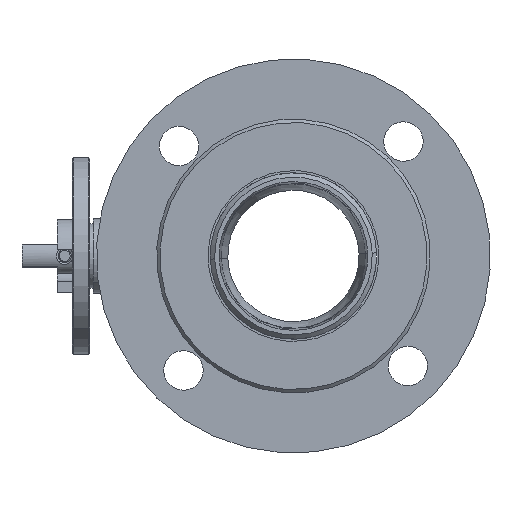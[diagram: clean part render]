
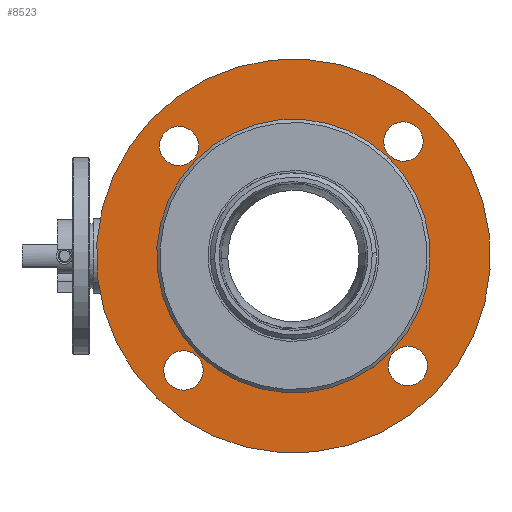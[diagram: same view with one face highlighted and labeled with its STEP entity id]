
A CAD part, left-side view. The second image highlights one B-rep face of the part: STEP entity #8523.
In plain terms, the highlighted face is planar.
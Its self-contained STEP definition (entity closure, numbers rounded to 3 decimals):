
#22 = DIRECTION ( 'NONE',  ( 0., 0., 1. ) ) ;
#174 = AXIS2_PLACEMENT_3D ( 'NONE', #6424, #8275, #6293 ) ;
#209 = CARTESIAN_POINT ( 'NONE',  ( -62.5, 0., 21. ) ) ;
#305 = DIRECTION ( 'NONE',  ( 1., 0., 0. ) ) ;
#363 = CARTESIAN_POINT ( 'NONE',  ( 63.5, 0., 21. ) ) ;
#371 = AXIS2_PLACEMENT_3D ( 'NONE', #5197, #1868, #7710 ) ;
#378 = PLANE ( 'NONE',  #371 ) ;
#431 = DIRECTION ( 'NONE',  ( 0., 0., 1. ) ) ;
#498 = CARTESIAN_POINT ( 'NONE',  ( 0., -72.5, 21. ) ) ;
#708 = CARTESIAN_POINT ( 'NONE',  ( 62.5, 0., 21. ) ) ;
#809 = CIRCLE ( 'NONE', #7399, 9. ) ;
#844 = CARTESIAN_POINT ( 'NONE',  ( -90., 0., 21. ) ) ;
#850 = CARTESIAN_POINT ( 'NONE',  ( 0., 72.5, 21. ) ) ;
#873 = ORIENTED_EDGE ( 'NONE', *, *, #2153, .F. ) ;
#1025 = VERTEX_POINT ( 'NONE', #6120 ) ;
#1351 = VERTEX_POINT ( 'NONE', #6653 ) ;
#1357 = EDGE_LOOP ( 'NONE', ( #2498, #6806 ) ) ;
#1537 = VERTEX_POINT ( 'NONE', #7350 ) ;
#1567 = DIRECTION ( 'NONE',  ( 0., 0., 1. ) ) ;
#1579 = CARTESIAN_POINT ( 'NONE',  ( 72.5, 0., 21. ) ) ;
#1628 = VERTEX_POINT ( 'NONE', #209 ) ;
#1652 = DIRECTION ( 'NONE',  ( 1., 0., 0. ) ) ;
#1729 = DIRECTION ( 'NONE',  ( 0., 0., 1. ) ) ;
#1750 = CIRCLE ( 'NONE', #7200, 9. ) ;
#1787 = VERTEX_POINT ( 'NONE', #708 ) ;
#1824 = FACE_BOUND ( 'NONE', #4255, .T. ) ;
#1826 = ORIENTED_EDGE ( 'NONE', *, *, #2608, .F. ) ;
#1840 = CIRCLE ( 'NONE', #5775, 9. ) ;
#1863 = EDGE_CURVE ( 'NONE', #1351, #8379, #1840, .T. ) ;
#1868 = DIRECTION ( 'NONE',  ( 0., 0., 1. ) ) ;
#1950 = EDGE_CURVE ( 'NONE', #8116, #3528, #7158, .T. ) ;
#2071 = CARTESIAN_POINT ( 'NONE',  ( 72.5, 0., 21. ) ) ;
#2115 = VERTEX_POINT ( 'NONE', #363 ) ;
#2153 = EDGE_CURVE ( 'NONE', #1787, #1628, #8439, .T. ) ;
#2194 = EDGE_CURVE ( 'NONE', #3528, #8116, #2840, .T. ) ;
#2450 = VERTEX_POINT ( 'NONE', #8427 ) ;
#2498 = ORIENTED_EDGE ( 'NONE', *, *, #7816, .F. ) ;
#2505 = EDGE_CURVE ( 'NONE', #2450, #1025, #4794, .T. ) ;
#2608 = EDGE_CURVE ( 'NONE', #8379, #1351, #809, .T. ) ;
#2684 = DIRECTION ( 'NONE',  ( 1., 0., 0. ) ) ;
#2798 = DIRECTION ( 'NONE',  ( 1., 0., 0. ) ) ;
#2840 = CIRCLE ( 'NONE', #174, 9. ) ;
#2904 = CARTESIAN_POINT ( 'NONE',  ( -63.5, 0., 21. ) ) ;
#3026 = ORIENTED_EDGE ( 'NONE', *, *, #2505, .F. ) ;
#3027 = FACE_BOUND ( 'NONE', #3101, .T. ) ;
#3101 = EDGE_LOOP ( 'NONE', ( #8340, #8491 ) ) ;
#3381 = ORIENTED_EDGE ( 'NONE', *, *, #1863, .F. ) ;
#3405 = CARTESIAN_POINT ( 'NONE',  ( -72.5, 0., 21. ) ) ;
#3441 = DIRECTION ( 'NONE',  ( 0., 0., 1. ) ) ;
#3455 = CARTESIAN_POINT ( 'NONE',  ( -72.5, 0., 21. ) ) ;
#3528 = VERTEX_POINT ( 'NONE', #7260 ) ;
#3586 = CARTESIAN_POINT ( 'NONE',  ( 0., 0., 21. ) ) ;
#3656 = AXIS2_PLACEMENT_3D ( 'NONE', #5664, #431, #305 ) ;
#3789 = EDGE_CURVE ( 'NONE', #7368, #6835, #8663, .T. ) ;
#3882 = EDGE_CURVE ( 'NONE', #6835, #7368, #7383, .T. ) ;
#3951 = AXIS2_PLACEMENT_3D ( 'NONE', #3586, #1729, #4400 ) ;
#4023 = CARTESIAN_POINT ( 'NONE',  ( 0., 0., 21. ) ) ;
#4150 = DIRECTION ( 'NONE',  ( 0., 0., 1. ) ) ;
#4255 = EDGE_LOOP ( 'NONE', ( #1826, #3381 ) ) ;
#4279 = CARTESIAN_POINT ( 'NONE',  ( 90., 0., 21. ) ) ;
#4400 = DIRECTION ( 'NONE',  ( 1., 0., 0. ) ) ;
#4450 = AXIS2_PLACEMENT_3D ( 'NONE', #7041, #8540, #5106 ) ;
#4498 = FACE_OUTER_BOUND ( 'NONE', #7632, .T. ) ;
#4627 = ORIENTED_EDGE ( 'NONE', *, *, #6743, .F. ) ;
#4640 = ORIENTED_EDGE ( 'NONE', *, *, #6617, .F. ) ;
#4794 = CIRCLE ( 'NONE', #3656, 9. ) ;
#4798 = DIRECTION ( 'NONE',  ( 1., 0., 0. ) ) ;
#4910 = DIRECTION ( 'NONE',  ( 0., 0., 1. ) ) ;
#5106 = DIRECTION ( 'NONE',  ( 1., 0., 0. ) ) ;
#5197 = CARTESIAN_POINT ( 'NONE',  ( 0., 0., 21. ) ) ;
#5396 = CIRCLE ( 'NONE', #6801, 62.5 ) ;
#5553 = DIRECTION ( 'NONE',  ( 0., 0., 1. ) ) ;
#5664 = CARTESIAN_POINT ( 'NONE',  ( 0., -72.5, 21. ) ) ;
#5775 = AXIS2_PLACEMENT_3D ( 'NONE', #3455, #22, #4798 ) ;
#6064 = EDGE_LOOP ( 'NONE', ( #4627, #873 ) ) ;
#6078 = DIRECTION ( 'NONE',  ( 1., 0., 0. ) ) ;
#6120 = CARTESIAN_POINT ( 'NONE',  ( -9., -72.5, 21. ) ) ;
#6195 = AXIS2_PLACEMENT_3D ( 'NONE', #850, #4150, #6820 ) ;
#6198 = ORIENTED_EDGE ( 'NONE', *, *, #3789, .T. ) ;
#6260 = EDGE_CURVE ( 'NONE', #2115, #1537, #7488, .T. ) ;
#6277 = DIRECTION ( 'NONE',  ( 1., 0., 0. ) ) ;
#6293 = DIRECTION ( 'NONE',  ( 1., 0., 0. ) ) ;
#6364 = ORIENTED_EDGE ( 'NONE', *, *, #3882, .T. ) ;
#6424 = CARTESIAN_POINT ( 'NONE',  ( 0., 72.5, 21. ) ) ;
#6441 = FACE_BOUND ( 'NONE', #1357, .T. ) ;
#6617 = EDGE_CURVE ( 'NONE', #1025, #2450, #1750, .T. ) ;
#6653 = CARTESIAN_POINT ( 'NONE',  ( -81.5, 0., 21. ) ) ;
#6689 = DIRECTION ( 'NONE',  ( 0., 0., 1. ) ) ;
#6743 = EDGE_CURVE ( 'NONE', #1628, #1787, #5396, .T. ) ;
#6794 = AXIS2_PLACEMENT_3D ( 'NONE', #1579, #4910, #6277 ) ;
#6801 = AXIS2_PLACEMENT_3D ( 'NONE', #4023, #6689, #2798 ) ;
#6806 = ORIENTED_EDGE ( 'NONE', *, *, #6260, .F. ) ;
#6820 = DIRECTION ( 'NONE',  ( 1., 0., 0. ) ) ;
#6835 = VERTEX_POINT ( 'NONE', #4279 ) ;
#6948 = AXIS2_PLACEMENT_3D ( 'NONE', #2071, #3441, #2684 ) ;
#7041 = CARTESIAN_POINT ( 'NONE',  ( 0., 0., 21. ) ) ;
#7158 = CIRCLE ( 'NONE', #6195, 9. ) ;
#7184 = CARTESIAN_POINT ( 'NONE',  ( 9., 72.5, 21. ) ) ;
#7200 = AXIS2_PLACEMENT_3D ( 'NONE', #498, #7253, #8381 ) ;
#7253 = DIRECTION ( 'NONE',  ( 0., 0., 1. ) ) ;
#7260 = CARTESIAN_POINT ( 'NONE',  ( -9., 72.5, 21. ) ) ;
#7350 = CARTESIAN_POINT ( 'NONE',  ( 81.5, 0., 21. ) ) ;
#7368 = VERTEX_POINT ( 'NONE', #844 ) ;
#7383 = CIRCLE ( 'NONE', #4450, 90. ) ;
#7399 = AXIS2_PLACEMENT_3D ( 'NONE', #3405, #5553, #6078 ) ;
#7488 = CIRCLE ( 'NONE', #6794, 9. ) ;
#7574 = CARTESIAN_POINT ( 'NONE',  ( 0., 0., 21. ) ) ;
#7632 = EDGE_LOOP ( 'NONE', ( #6198, #6364 ) ) ;
#7710 = DIRECTION ( 'NONE',  ( 1., 0., 0. ) ) ;
#7752 = FACE_BOUND ( 'NONE', #6064, .T. ) ;
#7816 = EDGE_CURVE ( 'NONE', #1537, #2115, #8225, .T. ) ;
#7847 = EDGE_LOOP ( 'NONE', ( #3026, #4640 ) ) ;
#8116 = VERTEX_POINT ( 'NONE', #7184 ) ;
#8225 = CIRCLE ( 'NONE', #6948, 9. ) ;
#8249 = AXIS2_PLACEMENT_3D ( 'NONE', #7574, #1567, #1652 ) ;
#8275 = DIRECTION ( 'NONE',  ( 0., 0., 1. ) ) ;
#8340 = ORIENTED_EDGE ( 'NONE', *, *, #1950, .F. ) ;
#8379 = VERTEX_POINT ( 'NONE', #2904 ) ;
#8381 = DIRECTION ( 'NONE',  ( 1., 0., 0. ) ) ;
#8427 = CARTESIAN_POINT ( 'NONE',  ( 9., -72.5, 21. ) ) ;
#8439 = CIRCLE ( 'NONE', #3951, 62.5 ) ;
#8491 = ORIENTED_EDGE ( 'NONE', *, *, #2194, .F. ) ;
#8507 = FACE_BOUND ( 'NONE', #7847, .T. ) ;
#8523 = ADVANCED_FACE ( 'NONE', ( #3027, #6441, #8507, #1824, #4498, #7752 ), #378, .T. ) ;
#8540 = DIRECTION ( 'NONE',  ( 0., 0., 1. ) ) ;
#8663 = CIRCLE ( 'NONE', #8249, 90. ) ;
